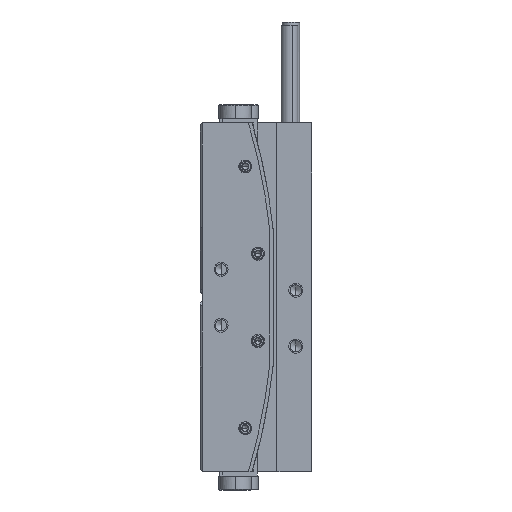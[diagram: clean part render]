
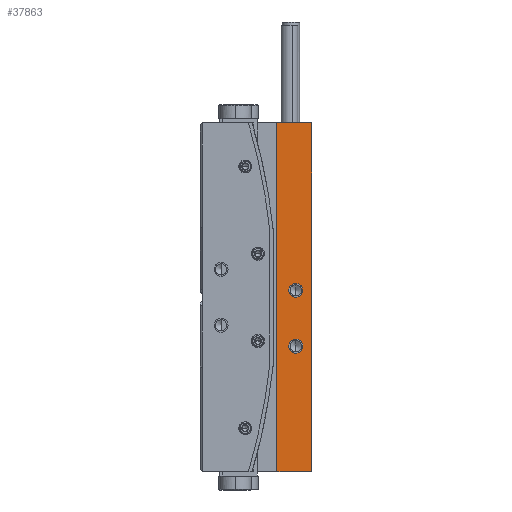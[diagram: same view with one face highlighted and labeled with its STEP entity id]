
A CAD part, left-side view. The second image highlights one B-rep face of the part: STEP entity #37863.
In plain terms, the highlighted face is planar.
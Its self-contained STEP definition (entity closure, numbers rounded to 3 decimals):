
#340 = VERTEX_POINT ( 'NONE', #67845 ) ;
#2068 = CARTESIAN_POINT ( 'NONE',  ( 33., 2.3, 0. ) ) ;
#2428 = ORIENTED_EDGE ( 'NONE', *, *, #37465, .F. ) ;
#6015 = VERTEX_POINT ( 'NONE', #55152 ) ;
#9618 = CIRCLE ( 'NONE', #22263, 1. ) ;
#12120 = DIRECTION ( 'NONE',  ( -1., 0., 0. ) ) ;
#13772 = EDGE_CURVE ( 'NONE', #45885, #6015, #50289, .T. ) ;
#15141 = CARTESIAN_POINT ( 'NONE',  ( 50., 0., 0. ) ) ;
#15556 = EDGE_CURVE ( 'NONE', #20965, #24716, #24918, .T. ) ;
#16512 = CARTESIAN_POINT ( 'NONE',  ( 0., 5., 0. ) ) ;
#18814 = AXIS2_PLACEMENT_3D ( 'NONE', #43618, #43707, #43257 ) ;
#18959 = VECTOR ( 'NONE', #70028, 1000. ) ;
#20068 = LINE ( 'NONE', #42337, #48887 ) ;
#20965 = VERTEX_POINT ( 'NONE', #54882 ) ;
#21757 = EDGE_CURVE ( 'NONE', #26143, #69017, #57148, .T. ) ;
#22000 = FACE_BOUND ( 'NONE', #60004, .T. ) ;
#22263 = AXIS2_PLACEMENT_3D ( 'NONE', #25136, #47395, #69489 ) ;
#22581 = EDGE_CURVE ( 'NONE', #6015, #45885, #54970, .T. ) ;
#23485 = LINE ( 'NONE', #45744, #58957 ) ;
#24716 = VERTEX_POINT ( 'NONE', #15141 ) ;
#24918 = LINE ( 'NONE', #71521, #64557 ) ;
#25136 = CARTESIAN_POINT ( 'NONE',  ( 32., 2.3, 0. ) ) ;
#25674 = LINE ( 'NONE', #47921, #18959 ) ;
#25704 = AXIS2_PLACEMENT_3D ( 'NONE', #49178, #43331, #30824 ) ;
#25931 = ORIENTED_EDGE ( 'NONE', *, *, #21757, .F. ) ;
#26143 = VERTEX_POINT ( 'NONE', #58092 ) ;
#27039 = EDGE_CURVE ( 'NONE', #24716, #340, #20068, .T. ) ;
#30824 = DIRECTION ( 'NONE',  ( -1., 0., 0. ) ) ;
#31180 = DIRECTION ( 'NONE',  ( 0., -1., 0. ) ) ;
#34917 = VERTEX_POINT ( 'NONE', #60328 ) ;
#35728 = ORIENTED_EDGE ( 'NONE', *, *, #57401, .F. ) ;
#35835 = ORIENTED_EDGE ( 'NONE', *, *, #15556, .T. ) ;
#37465 = EDGE_CURVE ( 'NONE', #34917, #340, #25674, .T. ) ;
#37863 = ADVANCED_FACE ( 'NONE', ( #71812, #22000, #44228 ), #66339, .F. ) ;
#38784 = DIRECTION ( 'NONE',  ( 0., 0., 1. ) ) ;
#38955 = EDGE_CURVE ( 'NONE', #69017, #26143, #9618, .T. ) ;
#38975 = ORIENTED_EDGE ( 'NONE', *, *, #13772, .F. ) ;
#39832 = CARTESIAN_POINT ( 'NONE',  ( 24., 2.3, 0. ) ) ;
#42337 = CARTESIAN_POINT ( 'NONE',  ( 0., 0., 0. ) ) ;
#42448 = AXIS2_PLACEMENT_3D ( 'NONE', #16512, #38784, #60968 ) ;
#43257 = DIRECTION ( 'NONE',  ( -1., 0., 0. ) ) ;
#43331 = DIRECTION ( 'NONE',  ( 0., 0., -1. ) ) ;
#43618 = CARTESIAN_POINT ( 'NONE',  ( 24., 2.3, 0. ) ) ;
#43707 = DIRECTION ( 'NONE',  ( 0., 0., -1. ) ) ;
#44228 = FACE_OUTER_BOUND ( 'NONE', #66789, .T. ) ;
#45744 = CARTESIAN_POINT ( 'NONE',  ( 0., 5., 0. ) ) ;
#45885 = VERTEX_POINT ( 'NONE', #61019 ) ;
#47395 = DIRECTION ( 'NONE',  ( 0., 0., -1. ) ) ;
#47921 = CARTESIAN_POINT ( 'NONE',  ( 0., 5., 0. ) ) ;
#48552 = ORIENTED_EDGE ( 'NONE', *, *, #38955, .F. ) ;
#48887 = VECTOR ( 'NONE', #64461, 1000. ) ;
#49178 = CARTESIAN_POINT ( 'NONE',  ( 32., 2.3, 0. ) ) ;
#50289 = CIRCLE ( 'NONE', #18814, 1. ) ;
#51242 = AXIS2_PLACEMENT_3D ( 'NONE', #39832, #62021, #12120 ) ;
#54882 = CARTESIAN_POINT ( 'NONE',  ( 50., 5., 0. ) ) ;
#54970 = CIRCLE ( 'NONE', #51242, 1. ) ;
#55152 = CARTESIAN_POINT ( 'NONE',  ( 25., 2.3, 0. ) ) ;
#56729 = ORIENTED_EDGE ( 'NONE', *, *, #22581, .F. ) ;
#57148 = CIRCLE ( 'NONE', #25704, 1. ) ;
#57401 = EDGE_CURVE ( 'NONE', #20965, #34917, #23485, .T. ) ;
#58092 = CARTESIAN_POINT ( 'NONE',  ( 31., 2.3, 0. ) ) ;
#58916 = EDGE_LOOP ( 'NONE', ( #25931, #48552 ) ) ;
#58957 = VECTOR ( 'NONE', #67833, 1000. ) ;
#60004 = EDGE_LOOP ( 'NONE', ( #38975, #56729 ) ) ;
#60328 = CARTESIAN_POINT ( 'NONE',  ( 0., 5., 0. ) ) ;
#60968 = DIRECTION ( 'NONE',  ( 1., 0., 0. ) ) ;
#61019 = CARTESIAN_POINT ( 'NONE',  ( 23., 2.3, 0. ) ) ;
#62021 = DIRECTION ( 'NONE',  ( 0., 0., -1. ) ) ;
#63955 = ORIENTED_EDGE ( 'NONE', *, *, #27039, .T. ) ;
#64461 = DIRECTION ( 'NONE',  ( -1., 0., 0. ) ) ;
#64557 = VECTOR ( 'NONE', #31180, 1000. ) ;
#66339 = PLANE ( 'NONE',  #42448 ) ;
#66789 = EDGE_LOOP ( 'NONE', ( #63955, #2428, #35728, #35835 ) ) ;
#67833 = DIRECTION ( 'NONE',  ( -1., 0., 0. ) ) ;
#67845 = CARTESIAN_POINT ( 'NONE',  ( 0., 0., 0. ) ) ;
#69017 = VERTEX_POINT ( 'NONE', #2068 ) ;
#69489 = DIRECTION ( 'NONE',  ( -1., 0., 0. ) ) ;
#70028 = DIRECTION ( 'NONE',  ( 0., -1., 0. ) ) ;
#71521 = CARTESIAN_POINT ( 'NONE',  ( 50., 5., 0. ) ) ;
#71812 = FACE_BOUND ( 'NONE', #58916, .T. ) ;
